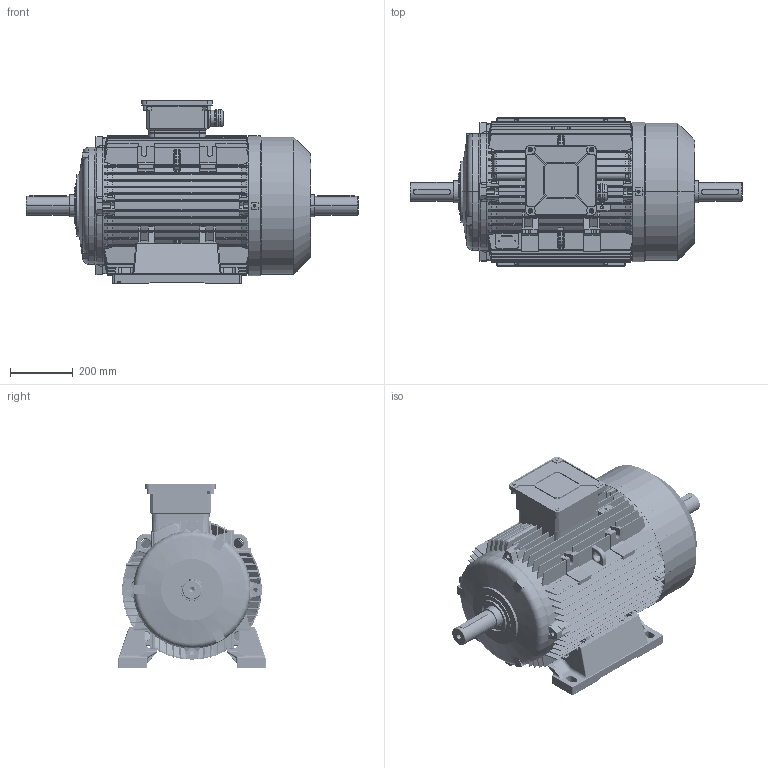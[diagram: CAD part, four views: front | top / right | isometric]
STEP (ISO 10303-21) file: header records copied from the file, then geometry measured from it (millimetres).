
FILE_DESCRIPTION (( 'STEP AP214' ), '1' );
FILE_NAME ('CA250 MT-B3-IC411-2 POLES-TB TOP-DOUBLE SHAFT.STEP', '2024-09-23T11:32:35', ( '' ), ( '' ), 'SwSTEP 2.0', 'SolidWorks 2024', '' );
FILE_SCHEMA (( 'AUTOMOTIVE_DESIGN' ));
Length unit declared in the file: millimetre
Products named in the file (17): Coprimorsettiera  225T-250T; PRESSACAVO M50; socket head cap screw_iso_ISO 4762 M6 x 25 --- 25C; Scatola morsetti 225T-250T; Guarnizione scatola-motore 225-250T; Copriventola C250T; Piede 250T; 18x11x120; Albero 250T serie  - 2 POLI - Autovent.; Guarnizione scatola-coperchio 225T-250T; Carcassa 250T; Coperchio scatola morsetti 225T-250T; Targhetta motore_LAMIERA ALLUMINIO; Tappo M50; Scudo C250T d.150 ant_Posteriore d.cusc.140-2P; CA250 MT-B3-IC411-2 POLES-TB TOP-DOUBLE SHAFT; Scudo C250T d.150_Posteriore d.cusc.140-2P
Assembly tree (22 placements, depth 3):
  CA250 MT-B3-IC411-2 POLES-TB TOP-DOUBLE SHAFT
    Scudo C250T d.150_Posteriore d.cusc.140-2P
    Scudo C250T d.150 ant_Posteriore d.cusc.140-2P
    Copriventola C250T
    Targhetta motore_LAMIERA ALLUMINIO
    Piede 250T  x2
    Albero 250T serie  - 2 POLI - Autovent.  x2
    18x11x120  x2
    Carcassa 250T
    Coprimorsettiera  225T-250T
      Scatola morsetti 225T-250T
      Guarnizione scatola-coperchio 225T-250T
      Guarnizione scatola-motore 225-250T
      Coperchio scatola morsetti 225T-250T
      socket head cap screw_iso_ISO 4762 M6 x 25 --- 25C  x4
      Tappo M50
      PRESSACAVO M50
Bounding box: 1061 x 474.5 x 588 mm (x, y, z)
Volume: 26786910.8 mm3; surface area: 5915178.3 mm2
Topology: 27 solids, 28 shells, 7339 faces, 19742 edges, 12457 vertices
Faces by surface type: plane 3644, cylinder 1735, bspline 745, torus 733, cone 472, sphere 10
Entity records: 244409 total; most frequent: CARTESIAN_POINT 84252, ORIENTED_EDGE 35158, DIRECTION 30243, EDGE_CURVE 17579, VERTEX_POINT 11241, VECTOR 10971, LINE 10971, AXIS2_PLACEMENT_3D 9636
